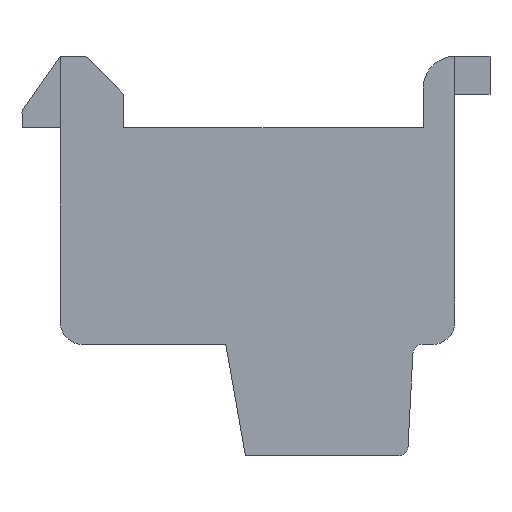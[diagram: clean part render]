
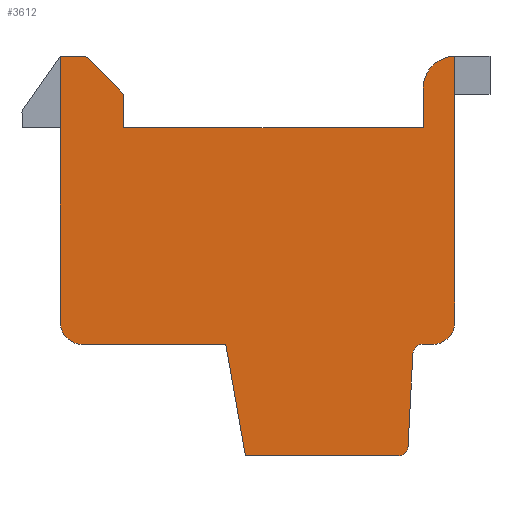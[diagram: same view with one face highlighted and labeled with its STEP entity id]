
A CAD part, left-side view. The second image highlights one B-rep face of the part: STEP entity #3612.
In plain terms, the highlighted planar face has unit normal (-1, 0, 0).
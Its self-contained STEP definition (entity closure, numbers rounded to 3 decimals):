
#1=CARTESIAN_POINT('',(0.,-5.55,-2.075));
#2=DIRECTION('',(1.,0.,0.));
#3=DIRECTION('',(0.,-1.,0.));
#4=AXIS2_PLACEMENT_3D('',#1,#2,#3);
#6=DIRECTION('',(0.,1.,0.));
#7=VECTOR('',#6,0.323);
#8=CARTESIAN_POINT('',(0.,-5.55,-2.775));
#9=LINE('',#8,#7);
#10=CARTESIAN_POINT('',(0.,-5.227,-3.075));
#11=DIRECTION('',(-1.,0.,0.));
#12=DIRECTION('',(0.,0.,1.));
#13=AXIS2_PLACEMENT_3D('',#10,#11,#12);
#15=DIRECTION('',(0.,0.052,-0.999));
#16=VECTOR('',#15,2.904);
#17=CARTESIAN_POINT('',(0.,-4.927,-3.075));
#18=LINE('',#17,#16);
#19=CARTESIAN_POINT('',(0.,-4.475,-5.975));
#20=DIRECTION('',(1.,0.,0.));
#21=DIRECTION('',(0.,-1.,0.));
#22=AXIS2_PLACEMENT_3D('',#19,#20,#21);
#24=DIRECTION('',(0.,1.,0.));
#25=VECTOR('',#24,4.808);
#26=CARTESIAN_POINT('',(0.,-4.475,-6.275));
#27=LINE('',#26,#25);
#28=DIRECTION('',(0.,0.174,0.985));
#29=VECTOR('',#28,3.554);
#30=CARTESIAN_POINT('',(0.,0.333,-6.275));
#31=LINE('',#30,#29);
#32=DIRECTION('',(0.,1.,0.));
#33=VECTOR('',#32,4.5);
#34=CARTESIAN_POINT('',(0.,0.95,-2.775));
#35=LINE('',#34,#33);
#36=CARTESIAN_POINT('',(0.,5.45,-2.075));
#37=DIRECTION('',(1.,0.,0.));
#38=DIRECTION('',(0.,0.,-1.));
#39=AXIS2_PLACEMENT_3D('',#36,#37,#38);
#41=CARTESIAN_POINT('',(0.,6.072,6.125));
#42=DIRECTION('',(1.,0.,0.));
#43=DIRECTION('',(0.,0.521,0.854));
#44=AXIS2_PLACEMENT_3D('',#41,#42,#43);
#46=DIRECTION('',(0.,-1.,0.));
#47=VECTOR('',#46,0.66);
#48=CARTESIAN_POINT('',(0.,6.072,6.275));
#49=LINE('',#48,#47);
#50=CARTESIAN_POINT('',(0.,5.412,6.125));
#51=DIRECTION('',(1.,0.,0.));
#52=DIRECTION('',(0.,0.,1.));
#53=AXIS2_PLACEMENT_3D('',#50,#51,#52);
#55=DIRECTION('',(0.,-0.707,-0.707));
#56=VECTOR('',#55,1.573);
#57=CARTESIAN_POINT('',(0.,5.306,6.231));
#58=LINE('',#57,#56);
#59=CARTESIAN_POINT('',(0.,4.3,5.013));
#60=DIRECTION('',(1.,0.,0.));
#61=DIRECTION('',(0.,-0.707,0.707));
#62=AXIS2_PLACEMENT_3D('',#59,#60,#61);
#64=DIRECTION('',(0.,0.,-1.));
#65=VECTOR('',#64,0.988);
#66=CARTESIAN_POINT('',(0.,4.15,5.013));
#67=LINE('',#66,#65);
#68=DIRECTION('',(0.,-1.,0.));
#69=VECTOR('',#68,9.4);
#70=CARTESIAN_POINT('',(0.,4.15,4.025));
#71=LINE('',#70,#69);
#72=DIRECTION('',(0.,0.,1.));
#73=VECTOR('',#72,1.25);
#74=CARTESIAN_POINT('',(0.,-5.25,4.025));
#75=LINE('',#74,#73);
#76=CARTESIAN_POINT('',(0.,-6.25,5.275));
#77=DIRECTION('',(1.,0.,0.));
#78=DIRECTION('',(0.,1.,0.));
#79=AXIS2_PLACEMENT_3D('',#76,#77,#78);
#145=DIRECTION('',(0.,0.,1.));
#146=VECTOR('',#145,8.35);
#147=CARTESIAN_POINT('',(0.,-6.25,-2.075));
#148=LINE('',#147,#146);
#1609=DIRECTION('',(0.,0.,-1.));
#1610=VECTOR('',#1609,8.328);
#1611=CARTESIAN_POINT('',(0.,6.15,6.253));
#1612=LINE('',#1611,#1610);
#2717=CARTESIAN_POINT('',(0.,6.072,6.275));
#2718=CARTESIAN_POINT('',(0.,5.412,6.275));
#2719=VERTEX_POINT('',#2717);
#2720=VERTEX_POINT('',#2718);
#2721=CARTESIAN_POINT('',(0.,5.306,6.231));
#2722=VERTEX_POINT('',#2721);
#2723=CARTESIAN_POINT('',(0.,4.194,5.119));
#2724=VERTEX_POINT('',#2723);
#2725=CARTESIAN_POINT('',(0.,4.15,5.013));
#2726=VERTEX_POINT('',#2725);
#2727=CARTESIAN_POINT('',(0.,4.15,4.025));
#2728=VERTEX_POINT('',#2727);
#2729=CARTESIAN_POINT('',(0.,-5.25,4.025));
#2730=VERTEX_POINT('',#2729);
#2731=CARTESIAN_POINT('',(0.,-5.25,5.275));
#2732=VERTEX_POINT('',#2731);
#2733=CARTESIAN_POINT('',(0.,-6.25,-2.075));
#2734=CARTESIAN_POINT('',(0.,-5.55,-2.775));
#2735=VERTEX_POINT('',#2733);
#2736=VERTEX_POINT('',#2734);
#2737=CARTESIAN_POINT('',(0.,-5.227,-2.775));
#2738=VERTEX_POINT('',#2737);
#2739=CARTESIAN_POINT('',(0.,-4.927,-3.075));
#2740=VERTEX_POINT('',#2739);
#2741=CARTESIAN_POINT('',(0.,-4.775,-5.975));
#2742=VERTEX_POINT('',#2741);
#2743=CARTESIAN_POINT('',(0.,-4.475,-6.275));
#2744=VERTEX_POINT('',#2743);
#2745=CARTESIAN_POINT('',(0.,0.333,-6.275));
#2746=VERTEX_POINT('',#2745);
#2747=CARTESIAN_POINT('',(0.,0.95,-2.775));
#2748=VERTEX_POINT('',#2747);
#2749=CARTESIAN_POINT('',(0.,5.45,-2.775));
#2750=VERTEX_POINT('',#2749);
#2751=CARTESIAN_POINT('',(0.,6.15,-2.075));
#2752=VERTEX_POINT('',#2751);
#3549=CARTESIAN_POINT('',(0.,6.15,6.253));
#3550=VERTEX_POINT('',#3549);
#3553=CARTESIAN_POINT('',(0.,-6.25,6.275));
#3554=VERTEX_POINT('',#3553);
#3565=CARTESIAN_POINT('',(0.,0.,0.));
#3566=DIRECTION('',(1.,0.,0.));
#3567=DIRECTION('',(0.,-1.,0.));
#3568=AXIS2_PLACEMENT_3D('',#3565,#3566,#3567);
#3569=PLANE('',#3568);
#3571=ORIENTED_EDGE('',*,*,#3570,.F.);
#3573=ORIENTED_EDGE('',*,*,#3572,.T.);
#3575=ORIENTED_EDGE('',*,*,#3574,.T.);
#3577=ORIENTED_EDGE('',*,*,#3576,.T.);
#3579=ORIENTED_EDGE('',*,*,#3578,.T.);
#3581=ORIENTED_EDGE('',*,*,#3580,.T.);
#3583=ORIENTED_EDGE('',*,*,#3582,.T.);
#3585=ORIENTED_EDGE('',*,*,#3584,.T.);
#3587=ORIENTED_EDGE('',*,*,#3586,.T.);
#3589=ORIENTED_EDGE('',*,*,#3588,.T.);
#3591=ORIENTED_EDGE('',*,*,#3590,.F.);
#3593=ORIENTED_EDGE('',*,*,#3592,.T.);
#3595=ORIENTED_EDGE('',*,*,#3594,.T.);
#3597=ORIENTED_EDGE('',*,*,#3596,.T.);
#3599=ORIENTED_EDGE('',*,*,#3598,.T.);
#3601=ORIENTED_EDGE('',*,*,#3600,.T.);
#3603=ORIENTED_EDGE('',*,*,#3602,.T.);
#3605=ORIENTED_EDGE('',*,*,#3604,.T.);
#3607=ORIENTED_EDGE('',*,*,#3606,.T.);
#3609=ORIENTED_EDGE('',*,*,#3608,.T.);
#3610=EDGE_LOOP('',(#3571,#3573,#3575,#3577,#3579,#3581,#3583,#3585,#3587,#3589,
#3591,#3593,#3595,#3597,#3599,#3601,#3603,#3605,#3607,#3609));
#3611=FACE_OUTER_BOUND('',#3610,.F.);
#3612=ADVANCED_FACE('',(#3611),#3569,.F.);
#5=CIRCLE('',#4,0.7);
#14=CIRCLE('',#13,0.3);
#23=CIRCLE('',#22,0.3);
#40=CIRCLE('',#39,0.7);
#45=CIRCLE('',#44,0.15);
#54=CIRCLE('',#53,0.15);
#63=CIRCLE('',#62,0.15);
#80=CIRCLE('',#79,1.);
#3570=EDGE_CURVE('',#2735,#3554,#148,.T.);
#3572=EDGE_CURVE('',#2735,#2736,#5,.T.);
#3574=EDGE_CURVE('',#2736,#2738,#9,.T.);
#3576=EDGE_CURVE('',#2738,#2740,#14,.T.);
#3578=EDGE_CURVE('',#2740,#2742,#18,.T.);
#3580=EDGE_CURVE('',#2742,#2744,#23,.T.);
#3582=EDGE_CURVE('',#2744,#2746,#27,.T.);
#3584=EDGE_CURVE('',#2746,#2748,#31,.T.);
#3586=EDGE_CURVE('',#2748,#2750,#35,.T.);
#3588=EDGE_CURVE('',#2750,#2752,#40,.T.);
#3590=EDGE_CURVE('',#3550,#2752,#1612,.T.);
#3592=EDGE_CURVE('',#3550,#2719,#45,.T.);
#3594=EDGE_CURVE('',#2719,#2720,#49,.T.);
#3596=EDGE_CURVE('',#2720,#2722,#54,.T.);
#3598=EDGE_CURVE('',#2722,#2724,#58,.T.);
#3600=EDGE_CURVE('',#2724,#2726,#63,.T.);
#3602=EDGE_CURVE('',#2726,#2728,#67,.T.);
#3604=EDGE_CURVE('',#2728,#2730,#71,.T.);
#3606=EDGE_CURVE('',#2730,#2732,#75,.T.);
#3608=EDGE_CURVE('',#2732,#3554,#80,.T.);
